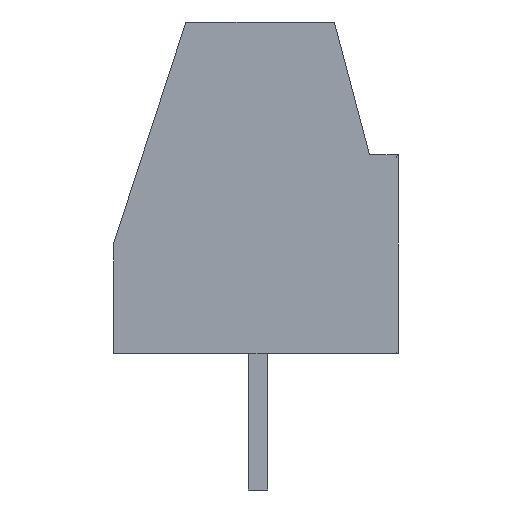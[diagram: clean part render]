
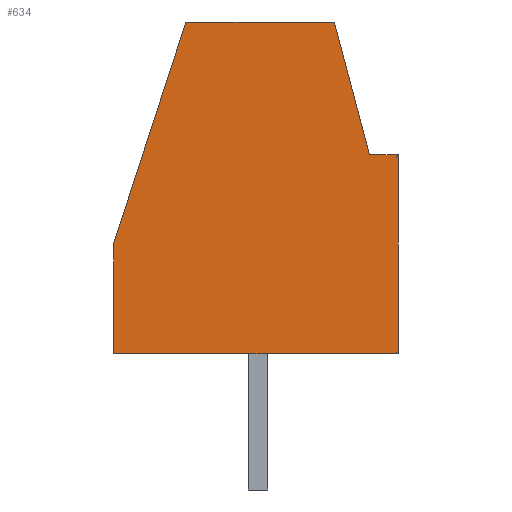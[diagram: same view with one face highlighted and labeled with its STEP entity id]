
A CAD part, left-side view. The second image highlights one B-rep face of the part: STEP entity #634.
In plain terms, the highlighted planar face has unit normal (-1, 0, 0).
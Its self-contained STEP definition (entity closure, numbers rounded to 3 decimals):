
#13=DIRECTION('',(0.,0.,1.));
#21=EDGE_CURVE('',#22,#24,#26,.T.);
#22=VERTEX_POINT('',#23);
#23=CARTESIAN_POINT('',(-1.905,-3.6,0.));
#24=VERTEX_POINT('',#25);
#25=CARTESIAN_POINT('',(-1.905,3.7,0.));
#26=LINE('',#23,#27);
#27=VECTOR('',#28,1.);
#28=DIRECTION('',(0.,1.,0.));
#35=DIRECTION('',(1.,0.,0.));
#358=VECTOR('',#359,1.);
#359=DIRECTION('',(0.,-1.,0.));
#634=ADVANCED_FACE('',(#635),#675,.F.);
#635=FACE_BOUND('',#636,.F.);
#636=EDGE_LOOP('',(#637,#644,#650,#651,#657,#664,#670));
#637=ORIENTED_EDGE('',*,*,#638,.T.);
#638=EDGE_CURVE('',#639,#641,#643,.T.);
#639=VERTEX_POINT('',#640);
#640=CARTESIAN_POINT('',(-1.905,-2.86,5.1));
#641=VERTEX_POINT('',#642);
#642=CARTESIAN_POINT('',(-1.905,-3.6,5.1));
#643=LINE('',#640,#358);
#644=ORIENTED_EDGE('',*,*,#645,.T.);
#645=EDGE_CURVE('',#641,#22,#646,.T.);
#646=LINE('',#647,#648);
#647=CARTESIAN_POINT('',(-1.905,-3.6,8.5));
#648=VECTOR('',#649,1.);
#649=DIRECTION('',(0.,0.,-1.));
#650=ORIENTED_EDGE('',*,*,#21,.T.);
#651=ORIENTED_EDGE('',*,*,#652,.T.);
#652=EDGE_CURVE('',#24,#653,#655,.T.);
#653=VERTEX_POINT('',#654);
#654=CARTESIAN_POINT('',(-1.905,3.7,2.81));
#655=LINE('',#25,#656);
#656=VECTOR('',#13,1.);
#657=ORIENTED_EDGE('',*,*,#658,.F.);
#658=EDGE_CURVE('',#659,#653,#661,.T.);
#659=VERTEX_POINT('',#660);
#660=CARTESIAN_POINT('',(-1.905,1.85,8.5));
#661=LINE('',#660,#662);
#662=VECTOR('',#663,1.);
#663=DIRECTION('',(0.,0.309,-0.951));
#664=ORIENTED_EDGE('',*,*,#665,.T.);
#665=EDGE_CURVE('',#659,#666,#668,.T.);
#666=VERTEX_POINT('',#667);
#667=CARTESIAN_POINT('',(-1.905,-1.96,8.5));
#668=LINE('',#669,#358);
#669=CARTESIAN_POINT('',(-1.905,3.7,8.5));
#670=ORIENTED_EDGE('',*,*,#671,.T.);
#671=EDGE_CURVE('',#666,#639,#672,.T.);
#672=LINE('',#667,#673);
#673=VECTOR('',#674,1.);
#674=DIRECTION('',(0.,-0.256,-0.967));
#675=PLANE('',#676);
#676=AXIS2_PLACEMENT_3D('',#677,#35,#678);
#677=CARTESIAN_POINT('',(-1.905,0.05,4.25));
#678=DIRECTION('',(-0.,0.,1.));
